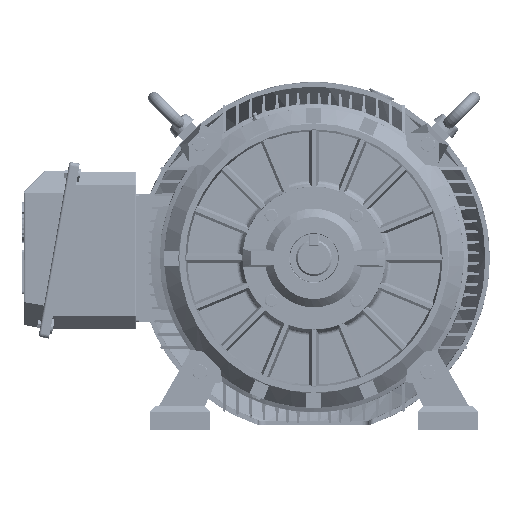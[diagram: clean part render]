
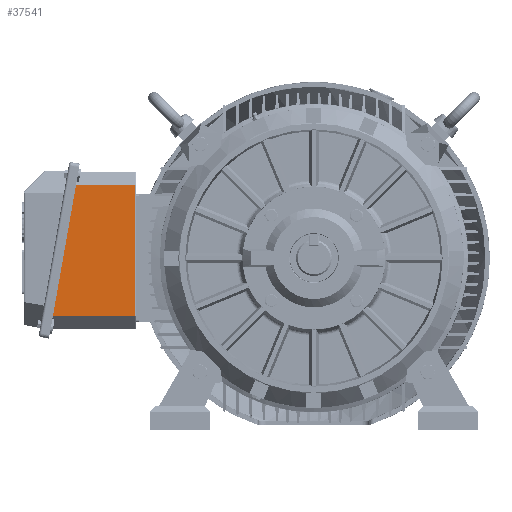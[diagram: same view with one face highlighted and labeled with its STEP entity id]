
A CAD part, left-side view. The second image highlights one B-rep face of the part: STEP entity #37541.
In plain terms, the highlighted face is planar.
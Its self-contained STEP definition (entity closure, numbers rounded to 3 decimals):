
#36803 = VERTEX_POINT ( 'NONE', #77478 ) ;
#36811 = EDGE_CURVE ( 'NONE', #36812, #36803, #77471, .T. ) ;
#36812 = VERTEX_POINT ( 'NONE', #77532 ) ;
#36907 = EDGE_CURVE ( 'NONE', #36812, #36909, #77597, .T. ) ;
#36909 = VERTEX_POINT ( 'NONE', #77593 ) ;
#36960 = VERTEX_POINT ( 'NONE', #77608 ) ;
#36968 = EDGE_CURVE ( 'NONE', #36960, #36803, #77603, .T. ) ;
#37541 = ADVANCED_FACE ( 'NONE', ( #78109 ), #78173, .T. ) ;
#37545 = EDGE_LOOP ( 'NONE', ( #37547, #37549, #37605, #37609 ) ) ;
#37547 = ORIENTED_EDGE ( 'NONE', *, *, #36968, .F. ) ;
#37549 = ORIENTED_EDGE ( 'NONE', *, *, #37551, .T. ) ;
#37551 = EDGE_CURVE ( 'NONE', #36960, #36909, #78164, .T. ) ;
#37605 = ORIENTED_EDGE ( 'NONE', *, *, #36907, .F. ) ;
#37609 = ORIENTED_EDGE ( 'NONE', *, *, #36811, .T. ) ;
#77470 = CARTESIAN_POINT ( 'NONE',  ( -13.175, 74.717, -120. ) ) ;
#77471 = LINE ( 'NONE', #77470, #77534 ) ;
#77478 = CARTESIAN_POINT ( 'NONE',  ( 191.683, 110.839, -120. ) ) ;
#77532 = CARTESIAN_POINT ( 'NONE',  ( 17.929, 80.201, -120. ) ) ;
#77533 = DIRECTION ( 'NONE',  ( 0.985, 0.174, 0. ) ) ;
#77534 = VECTOR ( 'NONE', #77533, 1000. ) ;
#77593 = CARTESIAN_POINT ( 'NONE',  ( 17.929, 2., -120. ) ) ;
#77594 = DIRECTION ( 'NONE',  ( 0., -1., 0. ) ) ;
#77595 = VECTOR ( 'NONE', #77594, 1000. ) ;
#77596 = CARTESIAN_POINT ( 'NONE',  ( 17.929, 0., -120. ) ) ;
#77597 = LINE ( 'NONE', #77596, #77595 ) ;
#77600 = DIRECTION ( 'NONE',  ( 0., 1., 0. ) ) ;
#77601 = VECTOR ( 'NONE', #77600, 1000. ) ;
#77602 = CARTESIAN_POINT ( 'NONE',  ( 191.683, 0., -120. ) ) ;
#77603 = LINE ( 'NONE', #77602, #77601 ) ;
#77608 = CARTESIAN_POINT ( 'NONE',  ( 191.683, 2., -120. ) ) ;
#78109 = FACE_OUTER_BOUND ( 'NONE', #37545, .T. ) ;
#78161 = DIRECTION ( 'NONE',  ( -1., 0., 0. ) ) ;
#78162 = VECTOR ( 'NONE', #78161, 1000. ) ;
#78163 = CARTESIAN_POINT ( 'NONE',  ( 17.929, 2., -120. ) ) ;
#78164 = LINE ( 'NONE', #78163, #78162 ) ;
#78169 = DIRECTION ( 'NONE',  ( -1., 0., 0. ) ) ;
#78170 = DIRECTION ( 'NONE',  ( 0., 0., -1. ) ) ;
#78171 = CARTESIAN_POINT ( 'NONE',  ( 0., 0., -120. ) ) ;
#78172 = AXIS2_PLACEMENT_3D ( 'NONE', #78171, #78170, #78169 ) ;
#78173 = PLANE ( 'NONE',  #78172 ) ;
